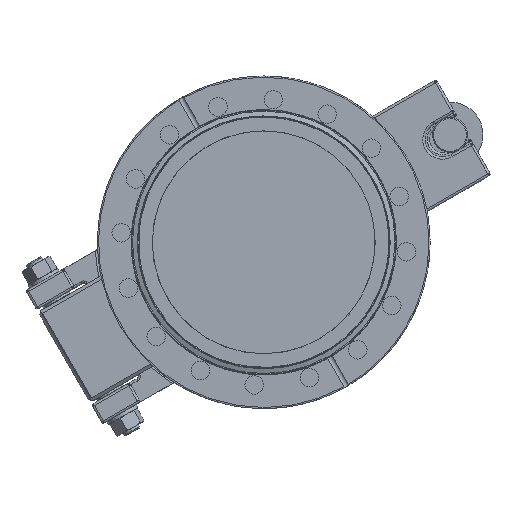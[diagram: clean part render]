
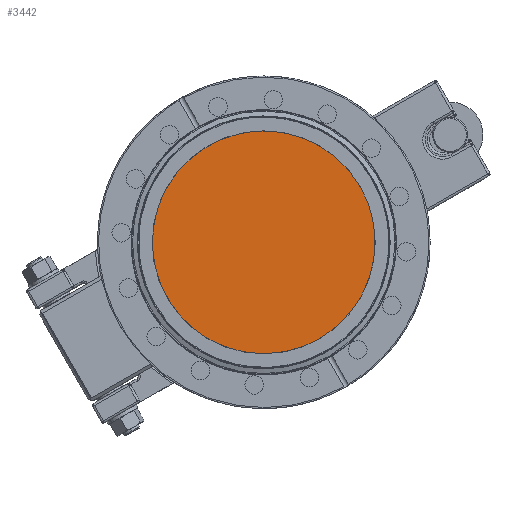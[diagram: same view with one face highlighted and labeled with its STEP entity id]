
A CAD part, left-side view. The second image highlights one B-rep face of the part: STEP entity #3442.
In plain terms, the highlighted face is planar.
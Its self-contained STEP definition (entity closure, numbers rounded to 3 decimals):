
#3442 = ADVANCED_FACE ( 'NONE', ( #22074 ), #8509, .F. ) ;
#4622 = VERTEX_POINT ( 'NONE', #10429 ) ;
#7103 = EDGE_LOOP ( 'NONE', ( #24250 ) ) ;
#8210 = CARTESIAN_POINT ( 'NONE',  ( -59., 0., -118. ) ) ;
#8509 = PLANE ( 'NONE',  #18557 ) ;
#10429 = CARTESIAN_POINT ( 'NONE',  ( -59., 0., 0. ) ) ;
#10931 = CARTESIAN_POINT ( 'NONE',  ( 0., 0., 0. ) ) ;
#12649 = CARTESIAN_POINT ( 'NONE',  ( 59., 0., 0. ) ) ;
#13130 =( BOUNDED_CURVE ( )  B_SPLINE_CURVE ( 3, ( #28049, #21657, #19236, #12649, #23713, #8210, #25796 ),
 .UNSPECIFIED., .T., .F. ) 
 B_SPLINE_CURVE_WITH_KNOTS ( ( 4, 3, 4 ),
 ( 0., 0.5, 1. ),
 .UNSPECIFIED. ) 
 CURVE ( )  GEOMETRIC_REPRESENTATION_ITEM ( )  RATIONAL_B_SPLINE_CURVE ( ( 1., 0.333, 0.333, 1., 0.333, 0.333, 1. ) ) 
 REPRESENTATION_ITEM ( '' )  );
#17255 = DIRECTION ( 'NONE',  ( 0., 0., 1. ) ) ;
#18557 = AXIS2_PLACEMENT_3D ( 'NONE', #10931, #22144, #17255 ) ;
#19236 = CARTESIAN_POINT ( 'NONE',  ( 59., 0., 118. ) ) ;
#21657 = CARTESIAN_POINT ( 'NONE',  ( -59., 0., 118. ) ) ;
#22074 = FACE_OUTER_BOUND ( 'NONE', #7103, .T. ) ;
#22144 = DIRECTION ( 'NONE',  ( 0., 1., 0. ) ) ;
#22421 = EDGE_CURVE ( 'NONE', #4622, #4622, #13130, .T. ) ;
#23713 = CARTESIAN_POINT ( 'NONE',  ( 59., 0., -118. ) ) ;
#24250 = ORIENTED_EDGE ( 'NONE', *, *, #22421, .F. ) ;
#25796 = CARTESIAN_POINT ( 'NONE',  ( -59., 0., 0. ) ) ;
#28049 = CARTESIAN_POINT ( 'NONE',  ( -59., 0., 0. ) ) ;
